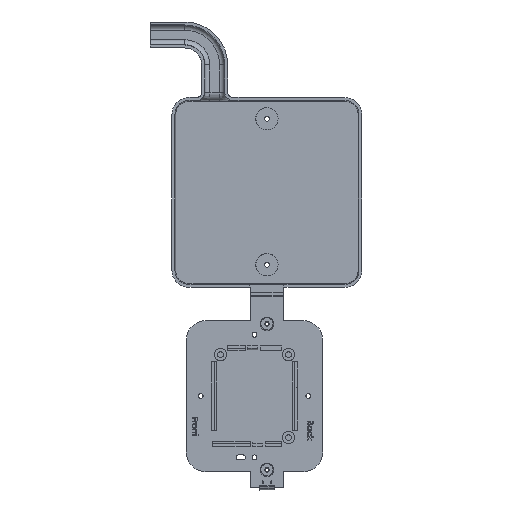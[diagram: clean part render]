
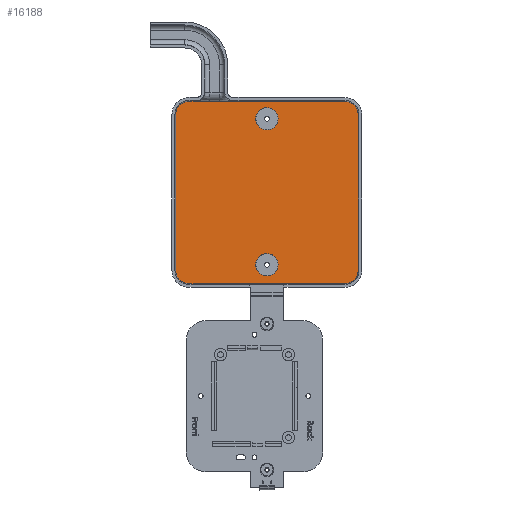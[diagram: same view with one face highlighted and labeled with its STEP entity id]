
A CAD part, top view. The second image highlights one B-rep face of the part: STEP entity #16188.
In plain terms, the highlighted planar face has unit normal (0, 0, 1).
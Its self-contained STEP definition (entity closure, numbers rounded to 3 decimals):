
#92 = FACE_BOUND ( 'NONE', #16698, .T. ) ;
#116 = DIRECTION ( 'NONE',  ( 0., 0., -1. ) ) ;
#299 = DIRECTION ( 'NONE',  ( 0., -1., 0. ) ) ;
#425 = CIRCLE ( 'NONE', #10431, 8. ) ;
#580 = VERTEX_POINT ( 'NONE', #15332 ) ;
#1060 = EDGE_CURVE ( 'NONE', #17363, #8495, #10643, .T. ) ;
#1352 = CARTESIAN_POINT ( 'NONE',  ( 79., 141.673, -29.75 ) ) ;
#1474 = EDGE_CURVE ( 'NONE', #2343, #580, #11829, .T. ) ;
#1805 = ORIENTED_EDGE ( 'NONE', *, *, #3096, .F. ) ;
#1856 = VERTEX_POINT ( 'NONE', #6166 ) ;
#1873 = CIRCLE ( 'NONE', #17702, 6.765 ) ;
#1997 = DIRECTION ( 'NONE',  ( 0., 0., 1. ) ) ;
#2105 = EDGE_CURVE ( 'NONE', #580, #2343, #1873, .T. ) ;
#2164 = DIRECTION ( 'NONE',  ( -1., 0., 0. ) ) ;
#2176 = DIRECTION ( 'NONE',  ( 0., 0., 1. ) ) ;
#2263 = DIRECTION ( 'NONE',  ( -1., 0., 0. ) ) ;
#2343 = VERTEX_POINT ( 'NONE', #5469 ) ;
#2351 = DIRECTION ( 'NONE',  ( -1., 0., 0. ) ) ;
#2445 = DIRECTION ( 'NONE',  ( 0., -1., 0. ) ) ;
#2733 = CARTESIAN_POINT ( 'NONE',  ( -23., 133.673, -29.75 ) ) ;
#2764 = ORIENTED_EDGE ( 'NONE', *, *, #16794, .T. ) ;
#2815 = EDGE_LOOP ( 'NONE', ( #9228, #8716 ) ) ;
#2993 = VERTEX_POINT ( 'NONE', #19530 ) ;
#3096 = EDGE_CURVE ( 'NONE', #8495, #13318, #6484, .T. ) ;
#3134 = AXIS2_PLACEMENT_3D ( 'NONE', #6402, #3422, #10872 ) ;
#3171 = CIRCLE ( 'NONE', #3134, 6.765 ) ;
#3422 = DIRECTION ( 'NONE',  ( 0., 0., 1. ) ) ;
#3480 = AXIS2_PLACEMENT_3D ( 'NONE', #14077, #12645, #7923 ) ;
#3498 = DIRECTION ( 'NONE',  ( 0., -1., 0. ) ) ;
#3586 = CARTESIAN_POINT ( 'NONE',  ( 71., 235.673, -29.75 ) ) ;
#3765 = AXIS2_PLACEMENT_3D ( 'NONE', #10842, #116, #6306 ) ;
#3791 = CIRCLE ( 'NONE', #3480, 8. ) ;
#3953 = CARTESIAN_POINT ( 'NONE',  ( 24., 145.172, -29.75 ) ) ;
#4120 = LINE ( 'NONE', #15771, #19605 ) ;
#4169 = VERTEX_POINT ( 'NONE', #5647 ) ;
#4235 = CARTESIAN_POINT ( 'NONE',  ( 71., 141.673, -29.75 ) ) ;
#4252 = CARTESIAN_POINT ( 'NONE',  ( 24., 138.407, -29.75 ) ) ;
#4613 = VECTOR ( 'NONE', #7647, 1000. ) ;
#4868 = DIRECTION ( 'NONE',  ( 0., 0., 1. ) ) ;
#5004 = AXIS2_PLACEMENT_3D ( 'NONE', #3953, #2176, #2445 ) ;
#5184 = AXIS2_PLACEMENT_3D ( 'NONE', #8704, #10331, #2351 ) ;
#5443 = CARTESIAN_POINT ( 'NONE',  ( 71., 133.673, -29.75 ) ) ;
#5469 = CARTESIAN_POINT ( 'NONE',  ( 24., 226.407, -29.75 ) ) ;
#5647 = CARTESIAN_POINT ( 'NONE',  ( 79., 141.673, -29.75 ) ) ;
#5780 = DIRECTION ( 'NONE',  ( 0., 0., -1. ) ) ;
#6166 = CARTESIAN_POINT ( 'NONE',  ( 79., 235.673, -29.75 ) ) ;
#6237 = ORIENTED_EDGE ( 'NONE', *, *, #6447, .F. ) ;
#6244 = CARTESIAN_POINT ( 'NONE',  ( -31., 141.673, -29.75 ) ) ;
#6306 = DIRECTION ( 'NONE',  ( -1., 0., 0. ) ) ;
#6402 = CARTESIAN_POINT ( 'NONE',  ( 24., 145.172, -29.75 ) ) ;
#6447 = EDGE_CURVE ( 'NONE', #2993, #9101, #3171, .T. ) ;
#6484 = CIRCLE ( 'NONE', #3765, 8. ) ;
#7589 = CARTESIAN_POINT ( 'NONE',  ( -31., 141.673, -29.75 ) ) ;
#7647 = DIRECTION ( 'NONE',  ( 0., 1., 0. ) ) ;
#7803 = DIRECTION ( 'NONE',  ( -1., 0., 0. ) ) ;
#7923 = DIRECTION ( 'NONE',  ( -1., 0., 0. ) ) ;
#8049 = EDGE_CURVE ( 'NONE', #4169, #14017, #425, .T. ) ;
#8086 = VERTEX_POINT ( 'NONE', #2733 ) ;
#8495 = VERTEX_POINT ( 'NONE', #11713 ) ;
#8704 = CARTESIAN_POINT ( 'NONE',  ( -23., 142.673, -29.75 ) ) ;
#8716 = ORIENTED_EDGE ( 'NONE', *, *, #1474, .F. ) ;
#8794 = ORIENTED_EDGE ( 'NONE', *, *, #15537, .F. ) ;
#8873 = CIRCLE ( 'NONE', #5004, 6.765 ) ;
#8879 = DIRECTION ( 'NONE',  ( 0., 1., 0. ) ) ;
#9101 = VERTEX_POINT ( 'NONE', #4252 ) ;
#9228 = ORIENTED_EDGE ( 'NONE', *, *, #2105, .F. ) ;
#9347 = CIRCLE ( 'NONE', #10750, 8. ) ;
#9943 = AXIS2_PLACEMENT_3D ( 'NONE', #14112, #4868, #3498 ) ;
#10125 = PLANE ( 'NONE',  #5184 ) ;
#10331 = DIRECTION ( 'NONE',  ( 0., 0., 1. ) ) ;
#10431 = AXIS2_PLACEMENT_3D ( 'NONE', #4235, #5780, #16558 ) ;
#10631 = EDGE_CURVE ( 'NONE', #14017, #8086, #11789, .T. ) ;
#10643 = LINE ( 'NONE', #7589, #4613 ) ;
#10750 = AXIS2_PLACEMENT_3D ( 'NONE', #3586, #12918, #2164 ) ;
#10752 = EDGE_CURVE ( 'NONE', #9101, #2993, #8873, .T. ) ;
#10842 = CARTESIAN_POINT ( 'NONE',  ( -23., 235.673, -29.75 ) ) ;
#10872 = DIRECTION ( 'NONE',  ( 0., -1., 0. ) ) ;
#11229 = VECTOR ( 'NONE', #8879, 1000. ) ;
#11320 = VERTEX_POINT ( 'NONE', #16257 ) ;
#11713 = CARTESIAN_POINT ( 'NONE',  ( -31., 235.673, -29.75 ) ) ;
#11721 = LINE ( 'NONE', #1352, #11229 ) ;
#11789 = LINE ( 'NONE', #13897, #18301 ) ;
#11829 = CIRCLE ( 'NONE', #9943, 6.765 ) ;
#12645 = DIRECTION ( 'NONE',  ( 0., 0., -1. ) ) ;
#12918 = DIRECTION ( 'NONE',  ( 0., 0., 1. ) ) ;
#13318 = VERTEX_POINT ( 'NONE', #15535 ) ;
#13501 = ORIENTED_EDGE ( 'NONE', *, *, #10752, .F. ) ;
#13897 = CARTESIAN_POINT ( 'NONE',  ( -23., 133.673, -29.75 ) ) ;
#14017 = VERTEX_POINT ( 'NONE', #5443 ) ;
#14077 = CARTESIAN_POINT ( 'NONE',  ( -23., 141.673, -29.75 ) ) ;
#14112 = CARTESIAN_POINT ( 'NONE',  ( 24., 233.172, -29.75 ) ) ;
#14116 = CARTESIAN_POINT ( 'NONE',  ( 24., 233.172, -29.75 ) ) ;
#15332 = CARTESIAN_POINT ( 'NONE',  ( 24., 239.937, -29.75 ) ) ;
#15535 = CARTESIAN_POINT ( 'NONE',  ( -23., 243.672, -29.75 ) ) ;
#15537 = EDGE_CURVE ( 'NONE', #8086, #17363, #3791, .T. ) ;
#15678 = ORIENTED_EDGE ( 'NONE', *, *, #19926, .T. ) ;
#15756 = EDGE_CURVE ( 'NONE', #1856, #11320, #9347, .T. ) ;
#15771 = CARTESIAN_POINT ( 'NONE',  ( -23., 243.672, -29.75 ) ) ;
#15793 = ORIENTED_EDGE ( 'NONE', *, *, #15756, .T. ) ;
#16188 = ADVANCED_FACE ( 'NONE', ( #17040, #19736, #92 ), #10125, .T. ) ;
#16257 = CARTESIAN_POINT ( 'NONE',  ( 71., 243.672, -29.75 ) ) ;
#16558 = DIRECTION ( 'NONE',  ( -1., 0., 0. ) ) ;
#16698 = EDGE_LOOP ( 'NONE', ( #6237, #13501 ) ) ;
#16794 = EDGE_CURVE ( 'NONE', #4169, #1856, #11721, .T. ) ;
#17040 = FACE_BOUND ( 'NONE', #2815, .T. ) ;
#17363 = VERTEX_POINT ( 'NONE', #6244 ) ;
#17702 = AXIS2_PLACEMENT_3D ( 'NONE', #14116, #1997, #299 ) ;
#17950 = ORIENTED_EDGE ( 'NONE', *, *, #8049, .F. ) ;
#18301 = VECTOR ( 'NONE', #7803, 1000. ) ;
#18749 = ORIENTED_EDGE ( 'NONE', *, *, #10631, .F. ) ;
#18805 = EDGE_LOOP ( 'NONE', ( #2764, #15793, #15678, #1805, #19356, #8794, #18749, #17950 ) ) ;
#19356 = ORIENTED_EDGE ( 'NONE', *, *, #1060, .F. ) ;
#19530 = CARTESIAN_POINT ( 'NONE',  ( 24., 151.937, -29.75 ) ) ;
#19605 = VECTOR ( 'NONE', #2263, 1000. ) ;
#19736 = FACE_OUTER_BOUND ( 'NONE', #18805, .T. ) ;
#19926 = EDGE_CURVE ( 'NONE', #11320, #13318, #4120, .T. ) ;
